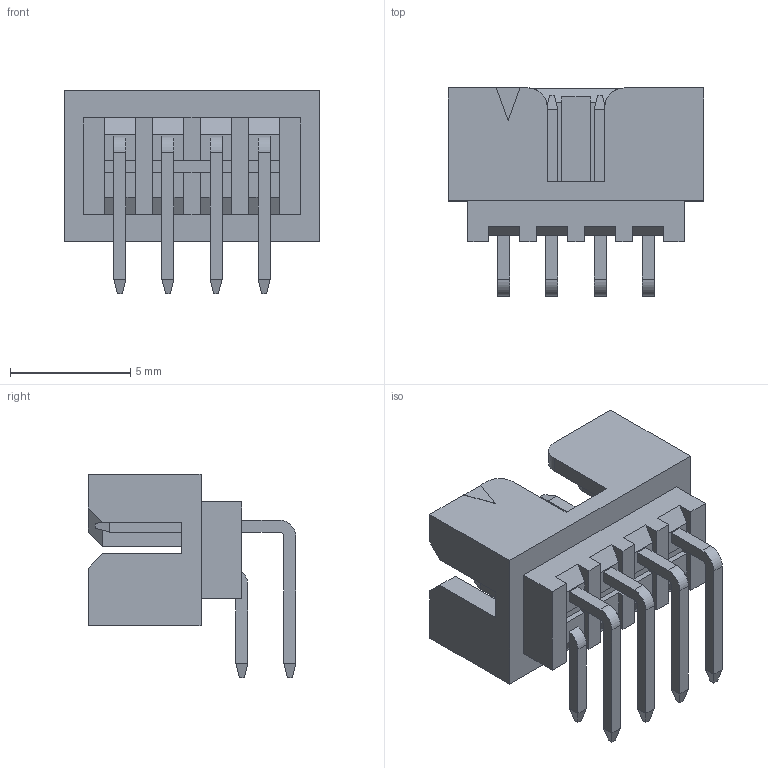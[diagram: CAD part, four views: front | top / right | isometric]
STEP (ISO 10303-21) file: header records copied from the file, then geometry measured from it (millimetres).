
FILE_DESCRIPTION(('STEP AP242'),'1');
FILE_NAME('87833-0820.stp','2022-04-25T12:26:18',('TraceParts'),('TraceParts S.A.'),'Spatial InterOp 3D',' ',' ');
FILE_SCHEMA(('AP242_MANAGED_MODEL_BASED_3D_ENGINEERING_MIM_LF {1 0 10303 442 1 1 4}'));
Length unit declared in the file: millimetre
Products named in the file (1): 87833-0820_1
Bounding box: 10.65 x 8.65 x 8.46 mm (x, y, z)
Volume: 202.6 mm3; surface area: 585.4 mm2
Topology: 1 solids, 1 shells, 283 faces, 748 edges, 496 vertices
Faces by surface type: plane 265, cylinder 18
Entity records: 8542 total; most frequent: CARTESIAN_POINT 1507, ORIENTED_EDGE 1464, DIRECTION 1368, EDGE_CURVE 732, LINE 694, VECTOR 694, VERTEX_POINT 464, AXIS2_PLACEMENT_3D 337
